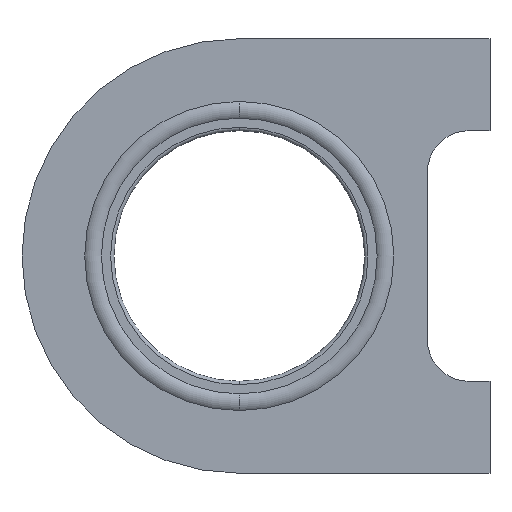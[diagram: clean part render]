
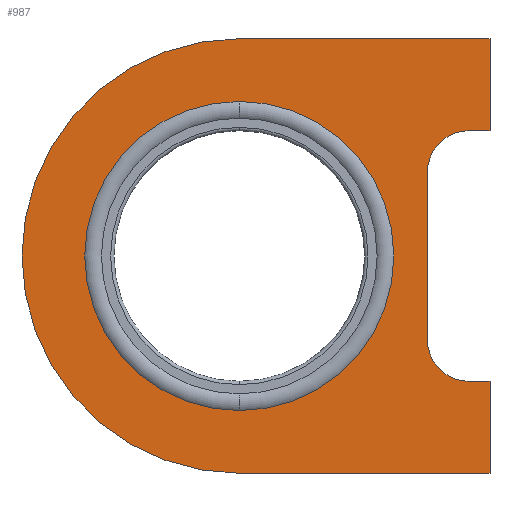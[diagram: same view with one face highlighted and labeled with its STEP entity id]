
A CAD part, left-side view. The second image highlights one B-rep face of the part: STEP entity #987.
In plain terms, the highlighted planar face has unit normal (-1, 0, 0).
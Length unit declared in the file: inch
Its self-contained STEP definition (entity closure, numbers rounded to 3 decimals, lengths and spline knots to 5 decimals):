
#2 = VECTOR ( 'NONE', #600, 39.37008 ) ;
#15 = CARTESIAN_POINT ( 'NONE',  ( -0.1719, 0., 0. ) ) ;
#16 = CIRCLE ( 'NONE', #986, 0.4625 ) ;
#17 = CIRCLE ( 'NONE', #188, 0.125 ) ;
#44 = VERTEX_POINT ( 'NONE', #781 ) ;
#52 = CARTESIAN_POINT ( 'NONE',  ( -0.1719, 0., 0.4625 ) ) ;
#58 = CARTESIAN_POINT ( 'NONE',  ( -0.1719, -0.6875, 0.375 ) ) ;
#59 = DIRECTION ( 'NONE',  ( 0., 0., -1. ) ) ;
#77 = CIRCLE ( 'NONE', #1086, 0.65 ) ;
#81 = CARTESIAN_POINT ( 'NONE',  ( -0.1719, -0.75, 0.65 ) ) ;
#125 = EDGE_CURVE ( 'NONE', #193, #221, #1077, .T. ) ;
#126 = VERTEX_POINT ( 'NONE', #1184 ) ;
#140 = DIRECTION ( 'NONE',  ( -1., 0., 0. ) ) ;
#166 = DIRECTION ( 'NONE',  ( 0., 1., 0. ) ) ;
#170 = VERTEX_POINT ( 'NONE', #832 ) ;
#180 = DIRECTION ( 'NONE',  ( 0., -1., 0. ) ) ;
#181 = CARTESIAN_POINT ( 'NONE',  ( -0.1719, -0.75, 0.375 ) ) ;
#188 = AXIS2_PLACEMENT_3D ( 'NONE', #806, #140, #913 ) ;
#191 = CARTESIAN_POINT ( 'NONE',  ( -0.1719, -0.6875, 0.375 ) ) ;
#193 = VERTEX_POINT ( 'NONE', #81 ) ;
#213 = VERTEX_POINT ( 'NONE', #52 ) ;
#218 = VECTOR ( 'NONE', #597, 39.37008 ) ;
#221 = VERTEX_POINT ( 'NONE', #1089 ) ;
#227 = EDGE_CURVE ( 'NONE', #303, #170, #803, .T. ) ;
#283 = CARTESIAN_POINT ( 'NONE',  ( -0.1719, -0.5625, 0.25 ) ) ;
#292 = LINE ( 'NONE', #918, #218 ) ;
#303 = VERTEX_POINT ( 'NONE', #668 ) ;
#335 = ORIENTED_EDGE ( 'NONE', *, *, #1195, .F. ) ;
#339 = LINE ( 'NONE', #844, #598 ) ;
#353 = EDGE_CURVE ( 'NONE', #126, #44, #924, .T. ) ;
#356 = DIRECTION ( 'NONE',  ( 0., 0., -1. ) ) ;
#379 = DIRECTION ( 'NONE',  ( -1., 0., 0. ) ) ;
#381 = EDGE_CURVE ( 'NONE', #44, #404, #891, .T. ) ;
#399 = ORIENTED_EDGE ( 'NONE', *, *, #848, .F. ) ;
#404 = VERTEX_POINT ( 'NONE', #1378 ) ;
#412 = ORIENTED_EDGE ( 'NONE', *, *, #227, .F. ) ;
#434 = EDGE_LOOP ( 'NONE', ( #488, #335 ) ) ;
#466 = VERTEX_POINT ( 'NONE', #720 ) ;
#488 = ORIENTED_EDGE ( 'NONE', *, *, #1270, .F. ) ;
#514 = VECTOR ( 'NONE', #166, 39.37008 ) ;
#521 = DIRECTION ( 'NONE',  ( 0., 0., -1. ) ) ;
#528 = CARTESIAN_POINT ( 'NONE',  ( -0.1719, 0., 0. ) ) ;
#561 = CARTESIAN_POINT ( 'NONE',  ( -0.1719, -0.6875, -0.25 ) ) ;
#597 = DIRECTION ( 'NONE',  ( 0., 0., -1. ) ) ;
#598 = VECTOR ( 'NONE', #180, 39.37008 ) ;
#600 = DIRECTION ( 'NONE',  ( 0., -1., 0. ) ) ;
#640 = VECTOR ( 'NONE', #1060, 39.37008 ) ;
#646 = DIRECTION ( 'NONE',  ( 0., 0., 1. ) ) ;
#668 = CARTESIAN_POINT ( 'NONE',  ( -0.1719, -0.75, -0.65 ) ) ;
#678 = DIRECTION ( 'NONE',  ( 0., 0., -1. ) ) ;
#700 = EDGE_CURVE ( 'NONE', #1441, #1343, #17, .T. ) ;
#701 = LINE ( 'NONE', #940, #737 ) ;
#720 = CARTESIAN_POINT ( 'NONE',  ( -0.1719, 0., -0.4625 ) ) ;
#728 = DIRECTION ( 'NONE',  ( 1., 0., 0. ) ) ;
#736 = EDGE_CURVE ( 'NONE', #404, #303, #292, .T. ) ;
#737 = VECTOR ( 'NONE', #933, 39.37008 ) ;
#752 = ORIENTED_EDGE ( 'NONE', *, *, #700, .F. ) ;
#773 = CIRCLE ( 'NONE', #1213, 0.4625 ) ;
#781 = CARTESIAN_POINT ( 'NONE',  ( -0.1719, -0.6875, -0.375 ) ) ;
#796 = ORIENTED_EDGE ( 'NONE', *, *, #1406, .F. ) ;
#803 = LINE ( 'NONE', #1056, #514 ) ;
#806 = CARTESIAN_POINT ( 'NONE',  ( -0.1719, -0.6875, 0.25 ) ) ;
#823 = AXIS2_PLACEMENT_3D ( 'NONE', #15, #1019, #356 ) ;
#832 = CARTESIAN_POINT ( 'NONE',  ( -0.1719, 0., -0.65 ) ) ;
#844 = CARTESIAN_POINT ( 'NONE',  ( -0.1719, 0., 0.65 ) ) ;
#848 = EDGE_CURVE ( 'NONE', #170, #1041, #77, .T. ) ;
#887 = ORIENTED_EDGE ( 'NONE', *, *, #1324, .F. ) ;
#891 = LINE ( 'NONE', #1261, #2 ) ;
#913 = DIRECTION ( 'NONE',  ( 0., 0., -1. ) ) ;
#918 = CARTESIAN_POINT ( 'NONE',  ( -0.1719, -0.75, -0.65 ) ) ;
#919 = LINE ( 'NONE', #58, #640 ) ;
#924 = CIRCLE ( 'NONE', #1214, 0.125 ) ;
#933 = DIRECTION ( 'NONE',  ( 0., 0., -1. ) ) ;
#940 = CARTESIAN_POINT ( 'NONE',  ( -0.1719, -0.5625, -0.25 ) ) ;
#986 = AXIS2_PLACEMENT_3D ( 'NONE', #528, #1301, #646 ) ;
#987 = ADVANCED_FACE ( 'NONE', ( #1430, #1383 ), #1243, .F. ) ;
#1019 = DIRECTION ( 'NONE',  ( 1., 0., 0. ) ) ;
#1041 = VERTEX_POINT ( 'NONE', #1251 ) ;
#1046 = CARTESIAN_POINT ( 'NONE',  ( -0.1719, 0., 0. ) ) ;
#1056 = CARTESIAN_POINT ( 'NONE',  ( -0.1719, 0., -0.65 ) ) ;
#1060 = DIRECTION ( 'NONE',  ( 0., 1., 0. ) ) ;
#1077 = LINE ( 'NONE', #181, #1340 ) ;
#1086 = AXIS2_PLACEMENT_3D ( 'NONE', #1398, #728, #59 ) ;
#1089 = CARTESIAN_POINT ( 'NONE',  ( -0.1719, -0.75, 0.375 ) ) ;
#1157 = DIRECTION ( 'NONE',  ( 0., 0., 1. ) ) ;
#1159 = ORIENTED_EDGE ( 'NONE', *, *, #1371, .F. ) ;
#1161 = ORIENTED_EDGE ( 'NONE', *, *, #381, .F. ) ;
#1184 = CARTESIAN_POINT ( 'NONE',  ( -0.1719, -0.5625, -0.25 ) ) ;
#1195 = EDGE_CURVE ( 'NONE', #213, #466, #16, .T. ) ;
#1212 = ORIENTED_EDGE ( 'NONE', *, *, #125, .F. ) ;
#1213 = AXIS2_PLACEMENT_3D ( 'NONE', #1046, #379, #1157 ) ;
#1214 = AXIS2_PLACEMENT_3D ( 'NONE', #561, #1339, #678 ) ;
#1243 = PLANE ( 'NONE',  #823 ) ;
#1251 = CARTESIAN_POINT ( 'NONE',  ( -0.1719, 0., 0.65 ) ) ;
#1261 = CARTESIAN_POINT ( 'NONE',  ( -0.1719, -0.6875, -0.375 ) ) ;
#1266 = ORIENTED_EDGE ( 'NONE', *, *, #736, .F. ) ;
#1270 = EDGE_CURVE ( 'NONE', #466, #213, #773, .T. ) ;
#1280 = ORIENTED_EDGE ( 'NONE', *, *, #353, .F. ) ;
#1301 = DIRECTION ( 'NONE',  ( -1., 0., 0. ) ) ;
#1324 = EDGE_CURVE ( 'NONE', #1343, #126, #701, .T. ) ;
#1339 = DIRECTION ( 'NONE',  ( -1., 0., 0. ) ) ;
#1340 = VECTOR ( 'NONE', #521, 39.37008 ) ;
#1343 = VERTEX_POINT ( 'NONE', #283 ) ;
#1371 = EDGE_CURVE ( 'NONE', #221, #1441, #919, .T. ) ;
#1378 = CARTESIAN_POINT ( 'NONE',  ( -0.1719, -0.75, -0.375 ) ) ;
#1383 = FACE_BOUND ( 'NONE', #434, .T. ) ;
#1398 = CARTESIAN_POINT ( 'NONE',  ( -0.1719, 0., 0. ) ) ;
#1399 = EDGE_LOOP ( 'NONE', ( #1212, #796, #399, #412, #1266, #1161, #1280, #887, #752, #1159 ) ) ;
#1406 = EDGE_CURVE ( 'NONE', #1041, #193, #339, .T. ) ;
#1430 = FACE_OUTER_BOUND ( 'NONE', #1399, .T. ) ;
#1441 = VERTEX_POINT ( 'NONE', #191 ) ;
